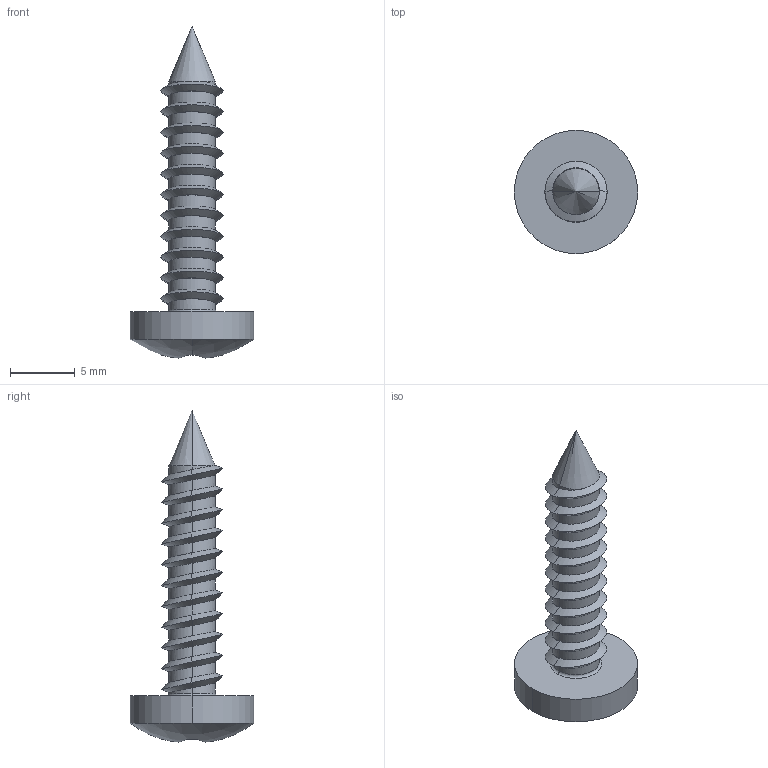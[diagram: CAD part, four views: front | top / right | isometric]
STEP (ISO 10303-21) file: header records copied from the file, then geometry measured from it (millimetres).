
FILE_DESCRIPTION (( 'STEP AP214' ), '1' );
FILE_NAME ('DIN ISO 7049 8x22.STEP', '2015-10-26T08:13:32', ( '' ), ( '' ), 'SwSTEP 2.0', 'SolidWorks 2015', '' );
FILE_SCHEMA (( 'AUTOMOTIVE_DESIGN' ));
Length unit declared in the file: millimetre
Products named in the file (1): DIN ISO 7049 8x22
Bounding box: 9.5 x 9.5 x 25.57 mm (x, y, z)
Volume: 415.4 mm3; surface area: 558.3 mm2
Topology: 1 solids, 1 shells, 113 faces, 307 edges, 195 vertices
Faces by surface type: cone 46, plane 36, cylinder 27, torus 2, sphere 2
Entity records: 4275 total; most frequent: CARTESIAN_POINT 1499, ORIENTED_EDGE 610, DIRECTION 562, EDGE_CURVE 305, AXIS2_PLACEMENT_3D 233, VERTEX_POINT 195, CIRCLE 119, EDGE_LOOP 114
